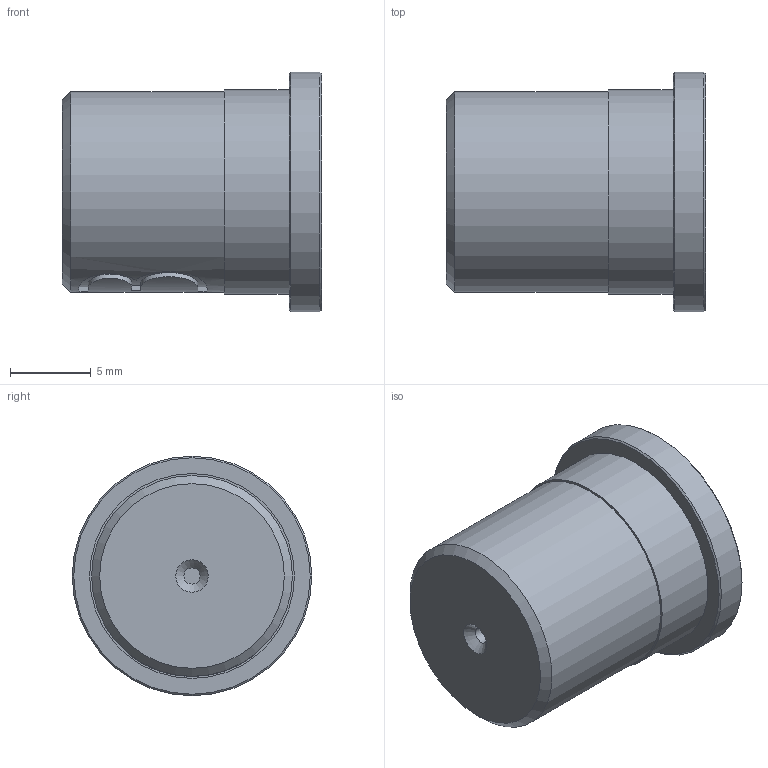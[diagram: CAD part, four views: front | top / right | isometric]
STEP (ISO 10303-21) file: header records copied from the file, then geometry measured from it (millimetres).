
FILE_DESCRIPTION(/* description */ ('Unknown'),/* implementation_level */ '2;1');
FILE_NAME(/* name */ '200075401_TM Düse_ST-75_030_31_07_2023',/* time_stamp */ '2023-07-31T13:36:38+02:00',/* author */ ('Unknown'),/* organization */ ('Unknown'),/* preprocessor_version */ 'ST-DEVELOPER v18.104',/* originating_system */ 'Solid Edge',/* authorisation */ 'Unknown');
FILE_SCHEMA (('AUTOMOTIVE_DESIGN {1 0 10303 214 3 1 1}'));
Length unit declared in the file: millimetre
Products named in the file (1): TM D黶e_200075401_vereinfacht
Bounding box: 16 x 14.8 x 14.8 mm (x, y, z)
Volume: 2010.1 mm3; surface area: 1062.9 mm2
Topology: 1 solids, 1 shells, 40 faces, 81 edges, 52 vertices
Faces by surface type: plane 15, cylinder 10, cone 8, bspline 7
Full cylindrical faces by diameter (mm): 1 x1, 8.3 x1, 12.4 x1, 12.65 x1, 14.8 x1
Entity records: 2999 total; most frequent: CARTESIAN_POINT 2241, DIRECTION 136, ORIENTED_EDGE 128, EDGE_CURVE 64, EDGE_LOOP 62, FACE_BOUND 62, AXIS2_PLACEMENT_3D 56, VERTEX_POINT 48
